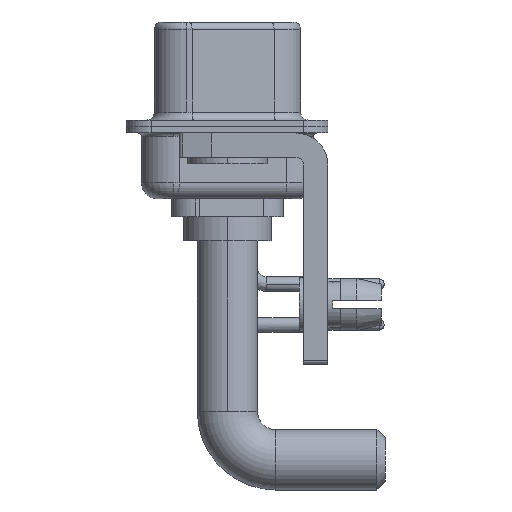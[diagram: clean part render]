
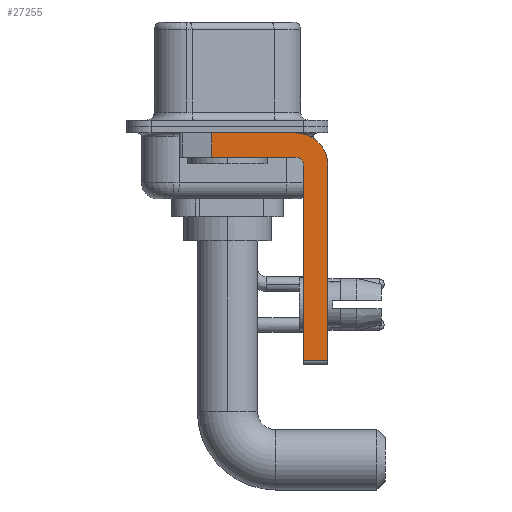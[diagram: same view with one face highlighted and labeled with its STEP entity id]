
A CAD part, left-side view. The second image highlights one B-rep face of the part: STEP entity #27255.
In plain terms, the highlighted planar face has unit normal (-1, 0, 0).
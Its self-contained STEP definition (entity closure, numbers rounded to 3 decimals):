
#241 = EDGE_CURVE ( 'NONE', #12764, #25789, #28912, .T. ) ;
#491 = CARTESIAN_POINT ( 'NONE',  ( -2.9, 0.978, -1.9 ) ) ;
#814 = DIRECTION ( 'NONE',  ( 0., 0., 1. ) ) ;
#1097 = CARTESIAN_POINT ( 'NONE',  ( -2.9, -4.25, -1.9 ) ) ;
#1149 = AXIS2_PLACEMENT_3D ( 'NONE', #1920, #13131, #17390 ) ;
#1548 = CARTESIAN_POINT ( 'NONE',  ( -2.9, -4.25, -2.4 ) ) ;
#1920 = CARTESIAN_POINT ( 'NONE',  ( -2.9, -4.25, -2.4 ) ) ;
#2741 = DIRECTION ( 'NONE',  ( 0., 0., -1. ) ) ;
#3029 = CARTESIAN_POINT ( 'NONE',  ( -2.9, -4.75, -14.8 ) ) ;
#3393 = CARTESIAN_POINT ( 'NONE',  ( -2.9, -4.25, -1.9 ) ) ;
#4020 = EDGE_CURVE ( 'NONE', #8797, #26734, #13584, .T. ) ;
#4969 = DIRECTION ( 'NONE',  ( 1., 0., 0. ) ) ;
#6423 = VERTEX_POINT ( 'NONE', #3393 ) ;
#6634 = ORIENTED_EDGE ( 'NONE', *, *, #20196, .F. ) ;
#7549 = LINE ( 'NONE', #25563, #19846 ) ;
#7909 = CIRCLE ( 'NONE', #17345, 2. ) ;
#8395 = EDGE_LOOP ( 'NONE', ( #28189, #27517, #16423, #6634, #8853, #10462, #25416, #21435 ) ) ;
#8797 = VERTEX_POINT ( 'NONE', #24573 ) ;
#8853 = ORIENTED_EDGE ( 'NONE', *, *, #27314, .F. ) ;
#9007 = DIRECTION ( 'NONE',  ( 0., -1., 0. ) ) ;
#9114 = CARTESIAN_POINT ( 'NONE',  ( -2.9, -6.25, -2.4 ) ) ;
#9285 = EDGE_CURVE ( 'NONE', #28285, #25789, #7549, .T. ) ;
#9406 = VERTEX_POINT ( 'NONE', #491 ) ;
#10462 = ORIENTED_EDGE ( 'NONE', *, *, #9285, .T. ) ;
#10819 = DIRECTION ( 'NONE',  ( 1., 0., 0. ) ) ;
#11349 = CARTESIAN_POINT ( 'NONE',  ( -2.9, 3., -0.4 ) ) ;
#11438 = DIRECTION ( 'NONE',  ( 0., 0., -1. ) ) ;
#11670 = CARTESIAN_POINT ( 'NONE',  ( -2.9, -6.25, -2.4 ) ) ;
#12457 = EDGE_CURVE ( 'NONE', #8797, #9406, #13669, .T. ) ;
#12764 = VERTEX_POINT ( 'NONE', #11670 ) ;
#13083 = FACE_OUTER_BOUND ( 'NONE', #8395, .T. ) ;
#13116 = DIRECTION ( 'NONE',  ( 0., 0., -1. ) ) ;
#13131 = DIRECTION ( 'NONE',  ( -1., 0., 0. ) ) ;
#13584 = LINE ( 'NONE', #11349, #27668 ) ;
#13669 = LINE ( 'NONE', #22663, #17912 ) ;
#14771 = VECTOR ( 'NONE', #13116, 1000. ) ;
#14955 = DIRECTION ( 'NONE',  ( 0., 0., -1. ) ) ;
#15528 = AXIS2_PLACEMENT_3D ( 'NONE', #25601, #4969, #2741 ) ;
#16002 = PLANE ( 'NONE',  #15528 ) ;
#16151 = LINE ( 'NONE', #3029, #20219 ) ;
#16423 = ORIENTED_EDGE ( 'NONE', *, *, #24228, .F. ) ;
#17345 = AXIS2_PLACEMENT_3D ( 'NONE', #1548, #10819, #14955 ) ;
#17390 = DIRECTION ( 'NONE',  ( 0., 0., 1. ) ) ;
#17912 = VECTOR ( 'NONE', #11438, 1000. ) ;
#18916 = LINE ( 'NONE', #1097, #23870 ) ;
#19846 = VECTOR ( 'NONE', #25127, 1000. ) ;
#19911 = CARTESIAN_POINT ( 'NONE',  ( -2.9, -4.75, -2.4 ) ) ;
#19974 = CIRCLE ( 'NONE', #1149, 0.5 ) ;
#20196 = EDGE_CURVE ( 'NONE', #23271, #6423, #19974, .T. ) ;
#20219 = VECTOR ( 'NONE', #814, 1000. ) ;
#21371 = CARTESIAN_POINT ( 'NONE',  ( -2.9, -4.25, -0.4 ) ) ;
#21435 = ORIENTED_EDGE ( 'NONE', *, *, #25833, .F. ) ;
#22663 = CARTESIAN_POINT ( 'NONE',  ( -2.9, 0.978, -1.9 ) ) ;
#23271 = VERTEX_POINT ( 'NONE', #19911 ) ;
#23503 = DIRECTION ( 'NONE',  ( 0., 1., 0. ) ) ;
#23870 = VECTOR ( 'NONE', #23503, 1000. ) ;
#24093 = CARTESIAN_POINT ( 'NONE',  ( -2.9, -6.25, -14.55 ) ) ;
#24228 = EDGE_CURVE ( 'NONE', #6423, #9406, #18916, .T. ) ;
#24573 = CARTESIAN_POINT ( 'NONE',  ( -2.9, 0.978, -0.4 ) ) ;
#25127 = DIRECTION ( 'NONE',  ( 0., -1., 0. ) ) ;
#25416 = ORIENTED_EDGE ( 'NONE', *, *, #241, .F. ) ;
#25563 = CARTESIAN_POINT ( 'NONE',  ( -2.9, -4.25, -14.55 ) ) ;
#25601 = CARTESIAN_POINT ( 'NONE',  ( -2.9, -4.25, -2.4 ) ) ;
#25789 = VERTEX_POINT ( 'NONE', #24093 ) ;
#25833 = EDGE_CURVE ( 'NONE', #26734, #12764, #7909, .T. ) ;
#26047 = CARTESIAN_POINT ( 'NONE',  ( -2.9, -4.75, -14.55 ) ) ;
#26734 = VERTEX_POINT ( 'NONE', #21371 ) ;
#27255 = ADVANCED_FACE ( 'NONE', ( #13083 ), #16002, .F. ) ;
#27314 = EDGE_CURVE ( 'NONE', #28285, #23271, #16151, .T. ) ;
#27517 = ORIENTED_EDGE ( 'NONE', *, *, #12457, .T. ) ;
#27668 = VECTOR ( 'NONE', #9007, 1000. ) ;
#28189 = ORIENTED_EDGE ( 'NONE', *, *, #4020, .F. ) ;
#28285 = VERTEX_POINT ( 'NONE', #26047 ) ;
#28912 = LINE ( 'NONE', #9114, #14771 ) ;
